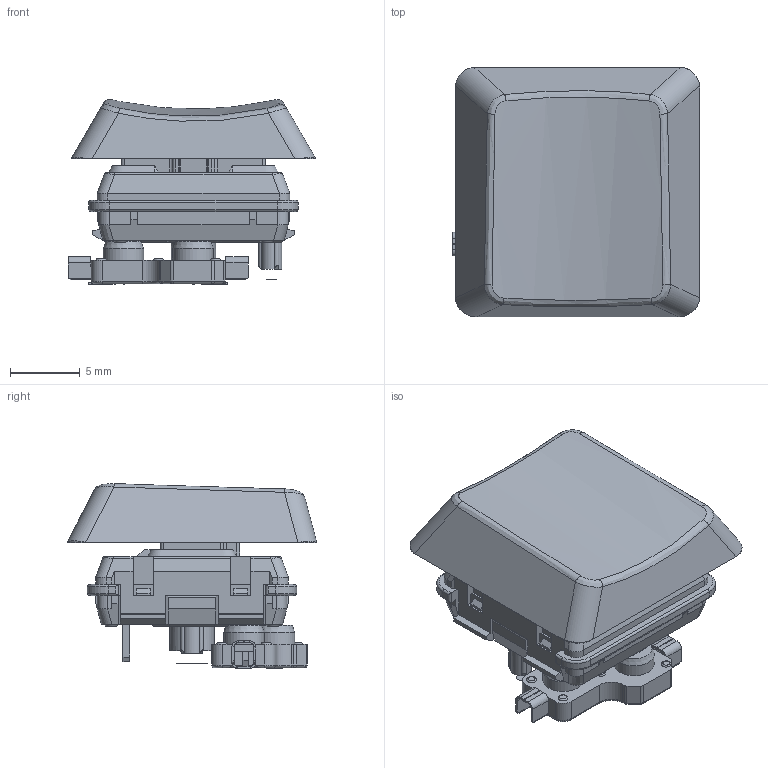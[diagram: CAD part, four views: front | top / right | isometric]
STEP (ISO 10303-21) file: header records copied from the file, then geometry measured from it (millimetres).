
FILE_DESCRIPTION(/* description */ (''),/* implementation_level */ '2;1');
FILE_NAME(/* name */ 'Key_ASM_3D.step',/* time_stamp */ '2023-01-22T23:35:12+08:00',/* author */ (''),/* organization */ (''),/* preprocessor_version */ 'ST-DEVELOPER v19.2',/* originating_system */ 'Autodesk Translation Framework v11.17.0.187',/* authorisation */ '');
FILE_SCHEMA (('AUTOMOTIVE_DESIGN { 1 0 10303 214 3 1 1 }'));
Length unit declared in the file: millimetre
Products named in the file (5): Kailh Choc Low Profile Switch; PG1350-socket; pin; socket; Kailh LP Choc PC Keycap
Assembly tree (5 placements, depth 3):
  Kailh Choc Low Profile Switch
    PG1350-socket
      pin  x2
      socket
    Kailh LP Choc PC Keycap
Bounding box: 17.74 x 17.9 x 13.25 mm (x, y, z)
Volume: 1431.9 mm3; surface area: 2823.8 mm2
Topology: 12 solids, 12 shells, 926 faces, 2390 edges, 1500 vertices
Faces by surface type: plane 619, cylinder 182, bspline 77, cone 21, torus 20, sphere 7
Full cylindrical faces by diameter (mm): 1.8 x1, 2.9 x2, 3.2 x1
Entity records: 27371 total; most frequent: CARTESIAN_POINT 7055, ORIENTED_EDGE 4302, DIRECTION 3992, EDGE_CURVE 2151, LINE 1624, VECTOR 1624, VERTEX_POINT 1354, AXIS2_PLACEMENT_3D 1184
